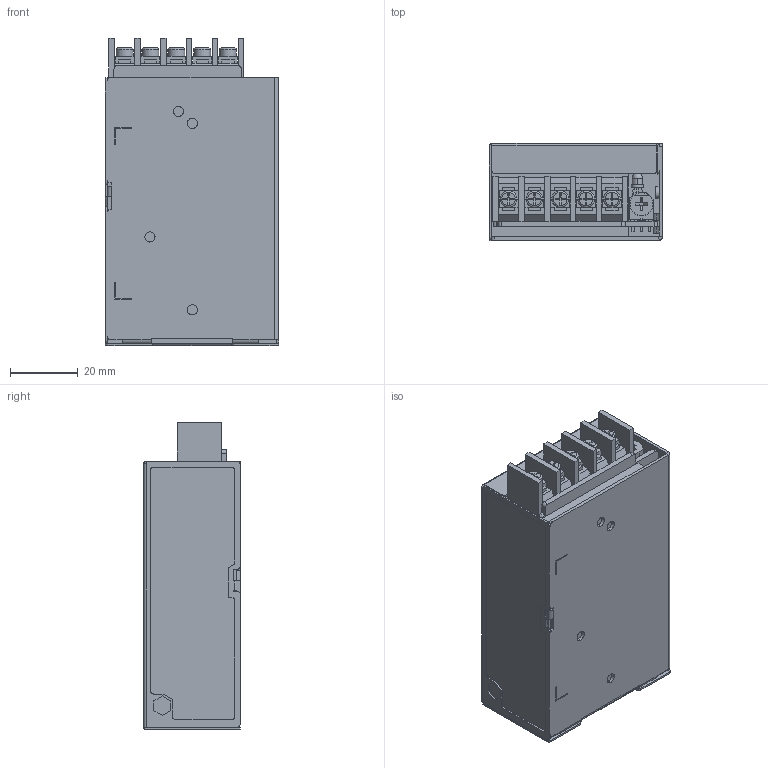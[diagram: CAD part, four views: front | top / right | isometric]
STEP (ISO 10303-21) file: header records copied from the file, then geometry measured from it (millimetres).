
FILE_DESCRIPTION (( 'STEP AP203' ), '1' );
FILE_NAME ('LS25 OUTLINE.STEP', '2019-06-14T08:50:06', ( '' ), ( '' ), 'SwSTEP 2.0', 'SolidWorks 2018', '' );
FILE_SCHEMA (( 'CONFIG_CONTROL_DESIGN' ));
Length unit declared in the file: millimetre
Products named in the file (1): LS25 OUTLINE
Bounding box: 51 x 28.5 x 90.5 mm (x, y, z)
Volume: 113419.3 mm3; surface area: 19810.2 mm2
Topology: 1 solids, 1 shells, 615 faces, 1636 edges, 1043 vertices
Faces by surface type: plane 488, cylinder 109, torus 10, cone 6, sphere 2
Entity records: 18951 total; most frequent: CARTESIAN_POINT 3398, ORIENTED_EDGE 3268, DIRECTION 3118, EDGE_CURVE 1634, LINE 1312, VECTOR 1312, VERTEX_POINT 1043, AXIS2_PLACEMENT_3D 903
